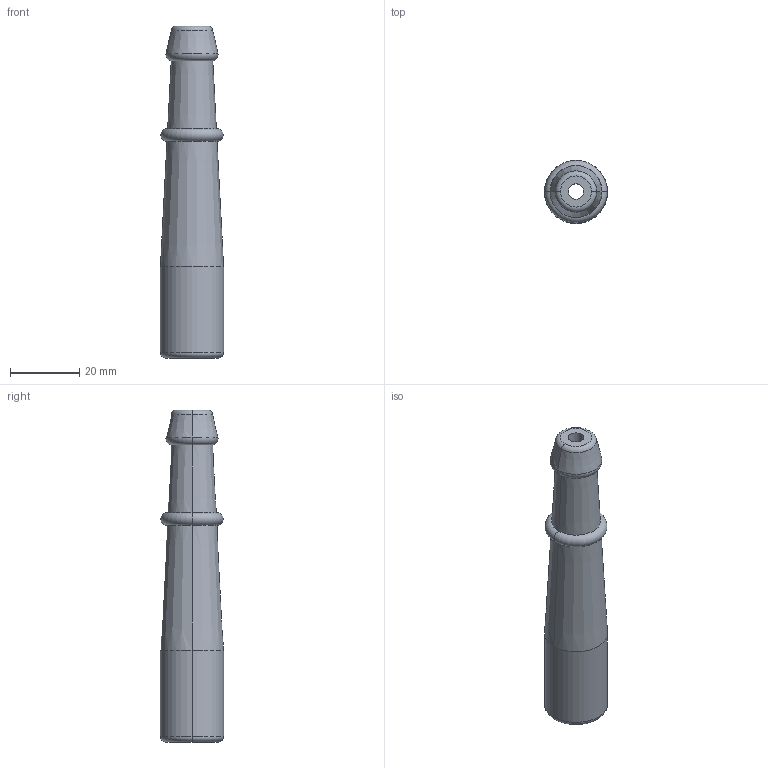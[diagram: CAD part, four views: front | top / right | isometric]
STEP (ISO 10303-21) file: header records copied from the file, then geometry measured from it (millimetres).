
FILE_DESCRIPTION (( 'STEP AP203' ), '1' );
FILE_NAME ('SB29-5.STEP', '2019-10-30T12:29:51', ( 'tempuser' ), ( 'Microsoft' ), 'SwSTEP 2.0', 'SolidWorks 2019', '' );
FILE_SCHEMA (( 'CONFIG_CONTROL_DESIGN' ));
Length unit declared in the file: inch
Products named in the file (1): SB29-5
Bounding box: 18.26 x 18.26 x 96.09 mm (x, y, z)
Volume: 14684.2 mm3; surface area: 7518.9 mm2
Topology: 1 solids, 1 shells, 45 faces, 90 edges, 48 vertices
Faces by surface type: torus 22, cylinder 10, cone 10, plane 3
Entity records: 1249 total; most frequent: DIRECTION 252, CARTESIAN_POINT 184, ORIENTED_EDGE 180, AXIS2_PLACEMENT_3D 116, EDGE_CURVE 90, CIRCLE 70, EDGE_LOOP 48, VERTEX_POINT 48
